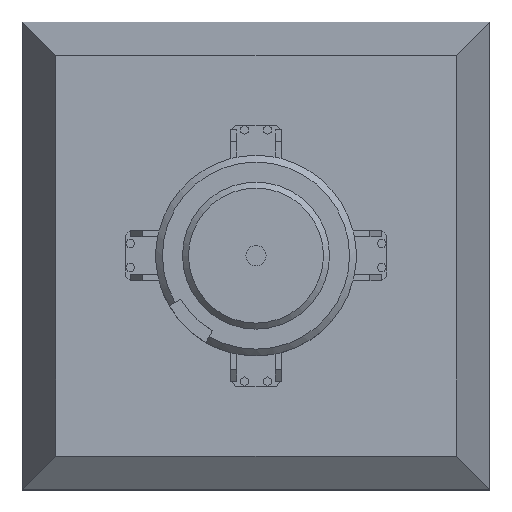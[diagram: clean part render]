
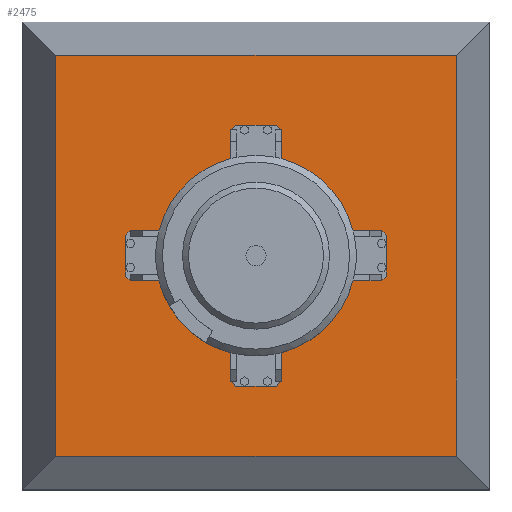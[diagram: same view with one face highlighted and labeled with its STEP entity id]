
A CAD part, top view. The second image highlights one B-rep face of the part: STEP entity #2475.
In plain terms, the highlighted planar face has unit normal (0, 0, 1).
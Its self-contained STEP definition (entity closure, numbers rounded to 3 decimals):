
#25=FACE_BOUND('',#435,.T.);
#148=PLANE('',#2662);
#284=FACE_OUTER_BOUND('',#434,.T.);
#434=EDGE_LOOP('',(#2269,#2270,#2271,#2272));
#435=EDGE_LOOP('',(#2273,#2274,#2275,#2276,#2277,#2278,#2279,#2280,#2281,
#2282,#2283,#2284,#2285,#2286,#2287,#2288,#2289,#2290,#2291,#2292,#2293,
#2294,#2295,#2296));
#523=LINE('',#3553,#823);
#525=LINE('',#3556,#825);
#527=LINE('',#3561,#827);
#530=LINE('',#3566,#830);
#531=LINE('',#3568,#831);
#589=LINE('',#3691,#889);
#591=LINE('',#3694,#891);
#593=LINE('',#3699,#893);
#596=LINE('',#3704,#896);
#597=LINE('',#3706,#897);
#655=LINE('',#3829,#955);
#657=LINE('',#3832,#957);
#659=LINE('',#3837,#959);
#661=LINE('',#3840,#961);
#662=LINE('',#3842,#962);
#719=LINE('',#3961,#1019);
#721=LINE('',#3964,#1021);
#723=LINE('',#3969,#1023);
#725=LINE('',#3972,#1025);
#726=LINE('',#3974,#1026);
#727=LINE('',#3979,#1027);
#731=LINE('',#3987,#1031);
#734=LINE('',#3993,#1034);
#738=LINE('',#3999,#1038);
#823=VECTOR('',#2880,10.);
#825=VECTOR('',#2884,10.);
#827=VECTOR('',#2888,10.);
#830=VECTOR('',#2893,10.);
#831=VECTOR('',#2896,10.);
#889=VECTOR('',#3006,10.);
#891=VECTOR('',#3010,10.);
#893=VECTOR('',#3014,10.);
#896=VECTOR('',#3019,10.);
#897=VECTOR('',#3022,10.);
#955=VECTOR('',#3132,10.);
#957=VECTOR('',#3136,10.);
#959=VECTOR('',#3140,10.);
#961=VECTOR('',#3144,10.);
#962=VECTOR('',#3147,10.);
#1019=VECTOR('',#3252,10.);
#1021=VECTOR('',#3256,10.);
#1023=VECTOR('',#3260,10.);
#1025=VECTOR('',#3264,10.);
#1026=VECTOR('',#3267,10.);
#1027=VECTOR('',#3272,10.);
#1031=VECTOR('',#3278,10.);
#1034=VECTOR('',#3283,10.);
#1038=VECTOR('',#3289,10.);
#1076=CIRCLE('',#2536,150.);
#1078=CIRCLE('',#2561,150.);
#1080=CIRCLE('',#2591,150.);
#1082=CIRCLE('',#2621,150.);
#1122=VERTEX_POINT('',#3424);
#1123=VERTEX_POINT('',#3426);
#1160=VERTEX_POINT('',#3544);
#1161=VERTEX_POINT('',#3546);
#1162=VERTEX_POINT('',#3550);
#1163=VERTEX_POINT('',#3552);
#1164=VERTEX_POINT('',#3558);
#1165=VERTEX_POINT('',#3560);
#1166=VERTEX_POINT('',#3564);
#1203=VERTEX_POINT('',#3684);
#1204=VERTEX_POINT('',#3688);
#1205=VERTEX_POINT('',#3690);
#1206=VERTEX_POINT('',#3696);
#1207=VERTEX_POINT('',#3698);
#1208=VERTEX_POINT('',#3702);
#1245=VERTEX_POINT('',#3822);
#1246=VERTEX_POINT('',#3826);
#1247=VERTEX_POINT('',#3828);
#1248=VERTEX_POINT('',#3834);
#1249=VERTEX_POINT('',#3836);
#1286=VERTEX_POINT('',#3958);
#1287=VERTEX_POINT('',#3960);
#1288=VERTEX_POINT('',#3966);
#1289=VERTEX_POINT('',#3968);
#1290=VERTEX_POINT('',#3977);
#1291=VERTEX_POINT('',#3978);
#1294=VERTEX_POINT('',#3986);
#1296=VERTEX_POINT('',#3992);
#1348=EDGE_CURVE('',#1123,#1122,#1076,.T.);
#1407=EDGE_CURVE('',#1161,#1160,#1078,.T.);
#1410=EDGE_CURVE('',#1163,#1162,#523,.T.);
#1412=EDGE_CURVE('',#1160,#1163,#525,.T.);
#1414=EDGE_CURVE('',#1165,#1164,#527,.T.);
#1417=EDGE_CURVE('',#1164,#1166,#530,.T.);
#1418=EDGE_CURVE('',#1162,#1165,#531,.T.);
#1476=EDGE_CURVE('',#1166,#1203,#1080,.T.);
#1478=EDGE_CURVE('',#1205,#1204,#589,.T.);
#1480=EDGE_CURVE('',#1203,#1205,#591,.T.);
#1482=EDGE_CURVE('',#1207,#1206,#593,.T.);
#1485=EDGE_CURVE('',#1206,#1208,#596,.T.);
#1486=EDGE_CURVE('',#1204,#1207,#597,.T.);
#1544=EDGE_CURVE('',#1208,#1245,#1082,.T.);
#1546=EDGE_CURVE('',#1247,#1246,#655,.T.);
#1548=EDGE_CURVE('',#1245,#1247,#657,.T.);
#1550=EDGE_CURVE('',#1249,#1248,#659,.T.);
#1552=EDGE_CURVE('',#1248,#1123,#661,.T.);
#1553=EDGE_CURVE('',#1246,#1249,#662,.T.);
#1611=EDGE_CURVE('',#1287,#1286,#719,.T.);
#1613=EDGE_CURVE('',#1122,#1287,#721,.T.);
#1615=EDGE_CURVE('',#1289,#1288,#723,.T.);
#1617=EDGE_CURVE('',#1288,#1161,#725,.T.);
#1618=EDGE_CURVE('',#1286,#1289,#726,.T.);
#1619=EDGE_CURVE('',#1290,#1291,#727,.T.);
#1623=EDGE_CURVE('',#1291,#1294,#731,.T.);
#1626=EDGE_CURVE('',#1294,#1296,#734,.T.);
#1630=EDGE_CURVE('',#1296,#1290,#738,.T.);
#2269=ORIENTED_EDGE('',*,*,#1619,.F.);
#2270=ORIENTED_EDGE('',*,*,#1630,.F.);
#2271=ORIENTED_EDGE('',*,*,#1626,.F.);
#2272=ORIENTED_EDGE('',*,*,#1623,.F.);
#2273=ORIENTED_EDGE('',*,*,#1615,.T.);
#2274=ORIENTED_EDGE('',*,*,#1617,.T.);
#2275=ORIENTED_EDGE('',*,*,#1407,.T.);
#2276=ORIENTED_EDGE('',*,*,#1412,.T.);
#2277=ORIENTED_EDGE('',*,*,#1410,.T.);
#2278=ORIENTED_EDGE('',*,*,#1418,.T.);
#2279=ORIENTED_EDGE('',*,*,#1414,.T.);
#2280=ORIENTED_EDGE('',*,*,#1417,.T.);
#2281=ORIENTED_EDGE('',*,*,#1476,.T.);
#2282=ORIENTED_EDGE('',*,*,#1480,.T.);
#2283=ORIENTED_EDGE('',*,*,#1478,.T.);
#2284=ORIENTED_EDGE('',*,*,#1486,.T.);
#2285=ORIENTED_EDGE('',*,*,#1482,.T.);
#2286=ORIENTED_EDGE('',*,*,#1485,.T.);
#2287=ORIENTED_EDGE('',*,*,#1544,.T.);
#2288=ORIENTED_EDGE('',*,*,#1548,.T.);
#2289=ORIENTED_EDGE('',*,*,#1546,.T.);
#2290=ORIENTED_EDGE('',*,*,#1553,.T.);
#2291=ORIENTED_EDGE('',*,*,#1550,.T.);
#2292=ORIENTED_EDGE('',*,*,#1552,.T.);
#2293=ORIENTED_EDGE('',*,*,#1348,.T.);
#2294=ORIENTED_EDGE('',*,*,#1613,.T.);
#2295=ORIENTED_EDGE('',*,*,#1611,.T.);
#2296=ORIENTED_EDGE('',*,*,#1618,.T.);
#2475=ADVANCED_FACE('',(#284,#25),#148,.T.);
#2536=AXIS2_PLACEMENT_3D('',#3427,#2767,#2768);
#2561=AXIS2_PLACEMENT_3D('',#3547,#2874,#2875);
#2591=AXIS2_PLACEMENT_3D('',#3686,#3001,#3002);
#2621=AXIS2_PLACEMENT_3D('',#3824,#3127,#3128);
#2662=AXIS2_PLACEMENT_3D('',#4010,#3299,#3300);
#2767=DIRECTION('center_axis',(0.,0.,-1.));
#2768=DIRECTION('ref_axis',(1.,0.,0.));
#2874=DIRECTION('center_axis',(0.,0.,-1.));
#2875=DIRECTION('ref_axis',(1.,0.,0.));
#2880=DIRECTION('',(0.707,0.707,0.));
#2884=DIRECTION('',(0.,1.,0.));
#2888=DIRECTION('',(0.707,-0.707,0.));
#2893=DIRECTION('',(0.,-1.,0.));
#2896=DIRECTION('',(1.,0.,0.));
#3001=DIRECTION('center_axis',(0.,0.,-1.));
#3002=DIRECTION('ref_axis',(1.,0.,0.));
#3006=DIRECTION('',(0.707,-0.707,0.));
#3010=DIRECTION('',(1.,0.,0.));
#3014=DIRECTION('',(-0.707,-0.707,0.));
#3019=DIRECTION('',(-1.,0.,0.));
#3022=DIRECTION('',(0.,-1.,0.));
#3127=DIRECTION('center_axis',(0.,0.,-1.));
#3128=DIRECTION('ref_axis',(1.,0.,0.));
#3132=DIRECTION('',(-0.707,-0.707,0.));
#3136=DIRECTION('',(0.,-1.,0.));
#3140=DIRECTION('',(-0.707,0.707,0.));
#3144=DIRECTION('',(0.,1.,0.));
#3147=DIRECTION('',(-1.,0.,0.));
#3252=DIRECTION('',(-0.707,0.707,0.));
#3256=DIRECTION('',(-1.,0.,0.));
#3260=DIRECTION('',(0.707,0.707,0.));
#3264=DIRECTION('',(1.,0.,0.));
#3267=DIRECTION('',(0.,1.,0.));
#3272=DIRECTION('',(0.,1.,0.));
#3278=DIRECTION('',(1.,0.,0.));
#3283=DIRECTION('',(0.,-1.,0.));
#3289=DIRECTION('',(-1.,0.,0.));
#3299=DIRECTION('center_axis',(0.,0.,1.));
#3300=DIRECTION('ref_axis',(1.,0.,0.));
#3424=CARTESIAN_POINT('',(-145.237,-37.5,250.));
#3426=CARTESIAN_POINT('',(-37.5,-145.237,250.));
#3427=CARTESIAN_POINT('Origin',(0.,0.,250.));
#3544=CARTESIAN_POINT('',(-37.5,145.237,250.));
#3546=CARTESIAN_POINT('',(-145.237,37.5,250.));
#3547=CARTESIAN_POINT('Origin',(0.,0.,250.));
#3550=CARTESIAN_POINT('',(-30.5,195.237,250.));
#3552=CARTESIAN_POINT('',(-37.5,188.237,250.));
#3553=CARTESIAN_POINT('',(-73.434,152.303,250.));
#3556=CARTESIAN_POINT('',(-37.5,97.618,250.));
#3558=CARTESIAN_POINT('',(37.5,188.237,250.));
#3560=CARTESIAN_POINT('',(30.5,195.237,250.));
#3561=CARTESIAN_POINT('',(73.434,152.303,250.));
#3564=CARTESIAN_POINT('',(37.5,145.237,250.));
#3566=CARTESIAN_POINT('',(37.5,72.618,250.));
#3568=CARTESIAN_POINT('',(18.75,195.237,250.));
#3684=CARTESIAN_POINT('',(145.237,37.5,250.));
#3686=CARTESIAN_POINT('Origin',(0.,0.,250.));
#3688=CARTESIAN_POINT('',(195.237,30.5,250.));
#3690=CARTESIAN_POINT('',(188.237,37.5,250.));
#3691=CARTESIAN_POINT('',(152.303,73.434,250.));
#3694=CARTESIAN_POINT('',(97.618,37.5,250.));
#3696=CARTESIAN_POINT('',(188.237,-37.5,250.));
#3698=CARTESIAN_POINT('',(195.237,-30.5,250.));
#3699=CARTESIAN_POINT('',(152.303,-73.434,250.));
#3702=CARTESIAN_POINT('',(145.237,-37.5,250.));
#3704=CARTESIAN_POINT('',(72.618,-37.5,250.));
#3706=CARTESIAN_POINT('',(195.237,-18.75,250.));
#3822=CARTESIAN_POINT('',(37.5,-145.237,250.));
#3824=CARTESIAN_POINT('Origin',(0.,0.,250.));
#3826=CARTESIAN_POINT('',(30.5,-195.237,250.));
#3828=CARTESIAN_POINT('',(37.5,-188.237,250.));
#3829=CARTESIAN_POINT('',(73.434,-152.303,250.));
#3832=CARTESIAN_POINT('',(37.5,-97.618,250.));
#3834=CARTESIAN_POINT('',(-37.5,-188.237,250.));
#3836=CARTESIAN_POINT('',(-30.5,-195.237,250.));
#3837=CARTESIAN_POINT('',(-73.434,-152.303,250.));
#3840=CARTESIAN_POINT('',(-37.5,-72.618,250.));
#3842=CARTESIAN_POINT('',(-18.75,-195.237,250.));
#3958=CARTESIAN_POINT('',(-195.237,-30.5,250.));
#3960=CARTESIAN_POINT('',(-188.237,-37.5,250.));
#3961=CARTESIAN_POINT('',(-152.303,-73.434,250.));
#3964=CARTESIAN_POINT('',(-97.618,-37.5,250.));
#3966=CARTESIAN_POINT('',(-188.237,37.5,250.));
#3968=CARTESIAN_POINT('',(-195.237,30.5,250.));
#3969=CARTESIAN_POINT('',(-152.303,73.434,250.));
#3972=CARTESIAN_POINT('',(-72.618,37.5,250.));
#3974=CARTESIAN_POINT('',(-195.237,18.75,250.));
#3977=CARTESIAN_POINT('',(-300.,-300.,250.));
#3978=CARTESIAN_POINT('',(-300.,300.,250.));
#3979=CARTESIAN_POINT('',(-300.,-175.,250.));
#3986=CARTESIAN_POINT('',(300.,300.,250.));
#3987=CARTESIAN_POINT('',(-175.,300.,250.));
#3992=CARTESIAN_POINT('',(300.,-300.,250.));
#3993=CARTESIAN_POINT('',(300.,175.,250.));
#3999=CARTESIAN_POINT('',(175.,-300.,250.));
#4010=CARTESIAN_POINT('Origin',(0.,0.,250.));
